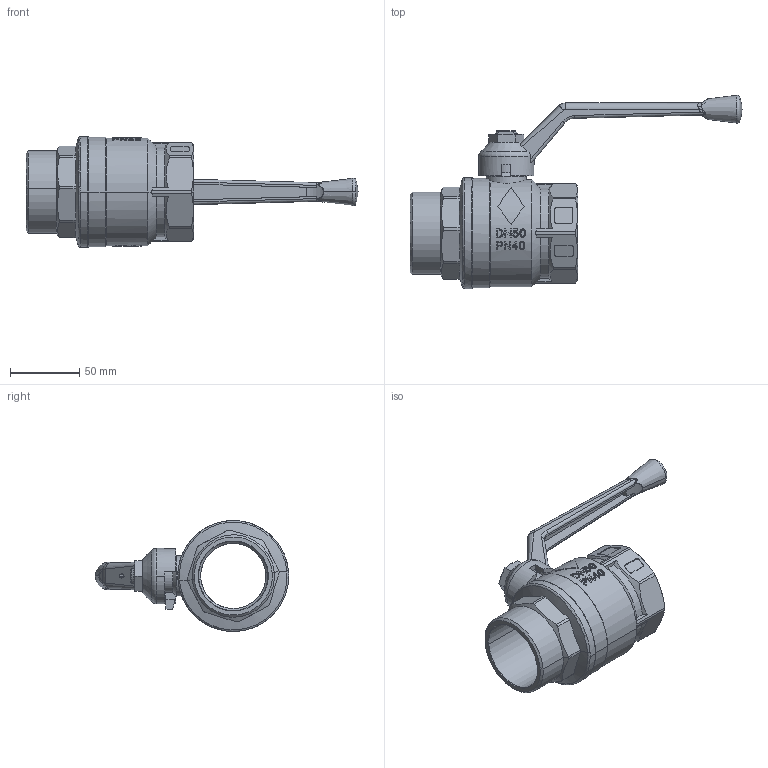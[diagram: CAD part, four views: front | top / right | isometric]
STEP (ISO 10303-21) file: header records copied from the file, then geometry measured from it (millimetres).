
FILE_DESCRIPTION(('Creo Elements/Direct Modeling STEP Export'),'2;1');
FILE_NAME('1501100000.stp','2021-05-18T15:20:57',(''),(''),'Creo Elements/Direct Modeling STEP processor for AP214 (Solid Model)','Creo Elements/Direct Modeling 20.1D 10-Oct-2020 (C) Parametric Technology GmbH','');
FILE_SCHEMA(('AUTOMOTIVE_DESIGN { 1 0 10303 214 1 1 1 1 }'));
Length unit declared in the file: millimetre
Products named in the file (2): 1501100000
Assembly tree (1 placements, depth 2):
  1501100000
    1501100000
Bounding box: 239.5 x 139.5 x 80 mm (x, y, z)
Volume: 287021.8 mm3; surface area: 71283.7 mm2
Topology: 1 solids, 1 shells, 636 faces, 1724 edges, 1116 vertices
Faces by surface type: plane 422, cylinder 104, cone 65, bspline 23, torus 22
Entity records: 30740 total; most frequent: CARTESIAN_POINT 13865, ORIENTED_EDGE 3440, DIRECTION 3214, EDGE_CURVE 1720, AXIS2_PLACEMENT_3D 1253, VERTEX_POINT 1116, VECTOR 708, LINE 708
